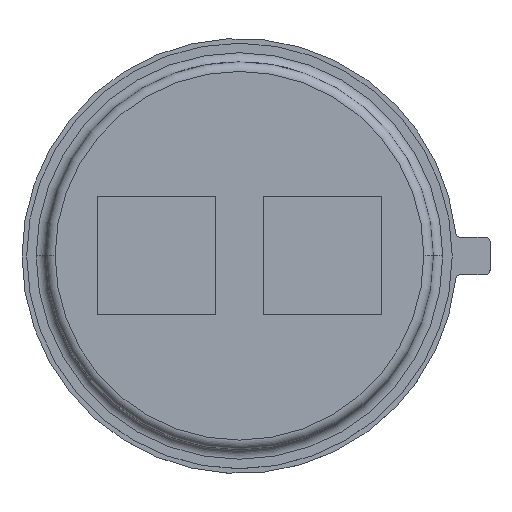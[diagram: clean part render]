
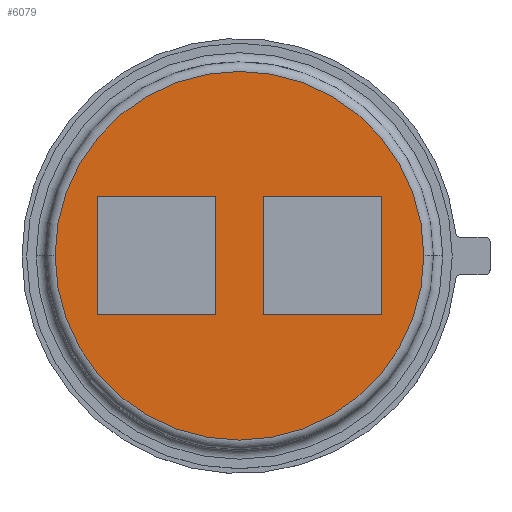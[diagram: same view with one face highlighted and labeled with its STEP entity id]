
A CAD part, top view. The second image highlights one B-rep face of the part: STEP entity #6079.
In plain terms, the highlighted planar face has unit normal (0, 0, 1).
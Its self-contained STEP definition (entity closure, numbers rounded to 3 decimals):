
#177 = CARTESIAN_POINT ( 'NONE',  ( 0., 0., 3. ) ) ;
#528 = AXIS2_PLACEMENT_3D ( 'NONE', #5045, #4842, #13555 ) ;
#723 = CARTESIAN_POINT ( 'NONE',  ( -3., 1.25, 3. ) ) ;
#1020 = ORIENTED_EDGE ( 'NONE', *, *, #7094, .F. ) ;
#1060 = LINE ( 'NONE', #11972, #8133 ) ;
#1159 = VECTOR ( 'NONE', #3144, 1000. ) ;
#1243 = CARTESIAN_POINT ( 'NONE',  ( -3.9, 0., 3. ) ) ;
#1546 = EDGE_CURVE ( 'NONE', #2640, #6378, #4026, .T. ) ;
#1696 = ORIENTED_EDGE ( 'NONE', *, *, #9829, .F. ) ;
#1751 = EDGE_CURVE ( 'NONE', #12423, #14169, #7361, .T. ) ;
#2154 = LINE ( 'NONE', #8897, #13429 ) ;
#2163 = DIRECTION ( 'NONE',  ( 0., 0., 1. ) ) ;
#2350 = CARTESIAN_POINT ( 'NONE',  ( -0.5, 1.25, 3. ) ) ;
#2640 = VERTEX_POINT ( 'NONE', #1243 ) ;
#3040 = ORIENTED_EDGE ( 'NONE', *, *, #11815, .T. ) ;
#3133 = FACE_OUTER_BOUND ( 'NONE', #7403, .T. ) ;
#3144 = DIRECTION ( 'NONE',  ( 0., -1., 0. ) ) ;
#3165 = AXIS2_PLACEMENT_3D ( 'NONE', #5087, #12991, #7571 ) ;
#3179 = DIRECTION ( 'NONE',  ( 0., -1., 0. ) ) ;
#3341 = CARTESIAN_POINT ( 'NONE',  ( 3., 1.25, 3. ) ) ;
#3636 = EDGE_CURVE ( 'NONE', #14169, #8924, #5589, .T. ) ;
#3664 = VERTEX_POINT ( 'NONE', #14093 ) ;
#3870 = ORIENTED_EDGE ( 'NONE', *, *, #1546, .T. ) ;
#4026 = CIRCLE ( 'NONE', #528, 3.9 ) ;
#4142 = CARTESIAN_POINT ( 'NONE',  ( -0.5, 1.25, 3. ) ) ;
#4227 = FACE_BOUND ( 'NONE', #4379, .T. ) ;
#4240 = CARTESIAN_POINT ( 'NONE',  ( -3., 1.25, 3. ) ) ;
#4296 = PLANE ( 'NONE',  #3165 ) ;
#4379 = EDGE_LOOP ( 'NONE', ( #6351, #1020, #10213, #8197 ) ) ;
#4506 = LINE ( 'NONE', #3341, #10069 ) ;
#4611 = ORIENTED_EDGE ( 'NONE', *, *, #3636, .F. ) ;
#4842 = DIRECTION ( 'NONE',  ( 0., 0., 1. ) ) ;
#5045 = CARTESIAN_POINT ( 'NONE',  ( 0., 0., 3. ) ) ;
#5087 = CARTESIAN_POINT ( 'NONE',  ( 0., 0., 3. ) ) ;
#5276 = VECTOR ( 'NONE', #12533, 1000. ) ;
#5589 = LINE ( 'NONE', #4240, #1159 ) ;
#5921 = CARTESIAN_POINT ( 'NONE',  ( 3., -1.25, 3. ) ) ;
#6079 = ADVANCED_FACE ( 'NONE', ( #4227, #7418, #3133 ), #4296, .T. ) ;
#6122 = DIRECTION ( 'NONE',  ( -1., 0., 0. ) ) ;
#6351 = ORIENTED_EDGE ( 'NONE', *, *, #9233, .F. ) ;
#6378 = VERTEX_POINT ( 'NONE', #6790 ) ;
#6790 = CARTESIAN_POINT ( 'NONE',  ( 3.9, 0., 3. ) ) ;
#6874 = AXIS2_PLACEMENT_3D ( 'NONE', #177, #2163, #9840 ) ;
#7094 = EDGE_CURVE ( 'NONE', #13141, #3664, #4506, .T. ) ;
#7361 = LINE ( 'NONE', #11597, #11878 ) ;
#7403 = EDGE_LOOP ( 'NONE', ( #3040, #3870 ) ) ;
#7418 = FACE_BOUND ( 'NONE', #12294, .T. ) ;
#7571 = DIRECTION ( 'NONE',  ( 1., 0., 0. ) ) ;
#7727 = CARTESIAN_POINT ( 'NONE',  ( 3., 1.25, 3. ) ) ;
#8133 = VECTOR ( 'NONE', #3179, 1000. ) ;
#8150 = EDGE_CURVE ( 'NONE', #8154, #10875, #9188, .T. ) ;
#8154 = VERTEX_POINT ( 'NONE', #9390 ) ;
#8197 = ORIENTED_EDGE ( 'NONE', *, *, #8150, .F. ) ;
#8724 = ORIENTED_EDGE ( 'NONE', *, *, #10109, .F. ) ;
#8848 = DIRECTION ( 'NONE',  ( -1., 0., 0. ) ) ;
#8897 = CARTESIAN_POINT ( 'NONE',  ( 3., 1.25, 3. ) ) ;
#8924 = VERTEX_POINT ( 'NONE', #11702 ) ;
#9004 = CARTESIAN_POINT ( 'NONE',  ( -3., -1.25, 3. ) ) ;
#9038 = VECTOR ( 'NONE', #11706, 1000. ) ;
#9074 = LINE ( 'NONE', #9004, #12676 ) ;
#9077 = ORIENTED_EDGE ( 'NONE', *, *, #1751, .F. ) ;
#9188 = LINE ( 'NONE', #5921, #5276 ) ;
#9233 = EDGE_CURVE ( 'NONE', #3664, #8154, #1060, .T. ) ;
#9390 = CARTESIAN_POINT ( 'NONE',  ( 0.5, -1.25, 3. ) ) ;
#9593 = VERTEX_POINT ( 'NONE', #11381 ) ;
#9772 = DIRECTION ( 'NONE',  ( 0., 1., 0. ) ) ;
#9829 = EDGE_CURVE ( 'NONE', #8924, #9593, #9074, .T. ) ;
#9840 = DIRECTION ( 'NONE',  ( 1., 0., 0. ) ) ;
#10069 = VECTOR ( 'NONE', #8848, 1000. ) ;
#10109 = EDGE_CURVE ( 'NONE', #9593, #12423, #14067, .T. ) ;
#10213 = ORIENTED_EDGE ( 'NONE', *, *, #14329, .F. ) ;
#10875 = VERTEX_POINT ( 'NONE', #11275 ) ;
#11275 = CARTESIAN_POINT ( 'NONE',  ( 3., -1.25, 3. ) ) ;
#11381 = CARTESIAN_POINT ( 'NONE',  ( -0.5, -1.25, 3. ) ) ;
#11597 = CARTESIAN_POINT ( 'NONE',  ( -3., 1.25, 3. ) ) ;
#11692 = CIRCLE ( 'NONE', #6874, 3.9 ) ;
#11702 = CARTESIAN_POINT ( 'NONE',  ( -3., -1.25, 3. ) ) ;
#11706 = DIRECTION ( 'NONE',  ( 0., 1., 0. ) ) ;
#11815 = EDGE_CURVE ( 'NONE', #6378, #2640, #11692, .T. ) ;
#11878 = VECTOR ( 'NONE', #6122, 1000. ) ;
#11972 = CARTESIAN_POINT ( 'NONE',  ( 0.5, 1.25, 3. ) ) ;
#12294 = EDGE_LOOP ( 'NONE', ( #4611, #9077, #8724, #1696 ) ) ;
#12423 = VERTEX_POINT ( 'NONE', #2350 ) ;
#12533 = DIRECTION ( 'NONE',  ( 1., 0., 0. ) ) ;
#12676 = VECTOR ( 'NONE', #13212, 1000. ) ;
#12991 = DIRECTION ( 'NONE',  ( 0., 0., 1. ) ) ;
#13141 = VERTEX_POINT ( 'NONE', #7727 ) ;
#13212 = DIRECTION ( 'NONE',  ( 1., 0., 0. ) ) ;
#13429 = VECTOR ( 'NONE', #9772, 1000. ) ;
#13555 = DIRECTION ( 'NONE',  ( 1., 0., 0. ) ) ;
#14067 = LINE ( 'NONE', #4142, #9038 ) ;
#14093 = CARTESIAN_POINT ( 'NONE',  ( 0.5, 1.25, 3. ) ) ;
#14169 = VERTEX_POINT ( 'NONE', #723 ) ;
#14329 = EDGE_CURVE ( 'NONE', #10875, #13141, #2154, .T. ) ;
